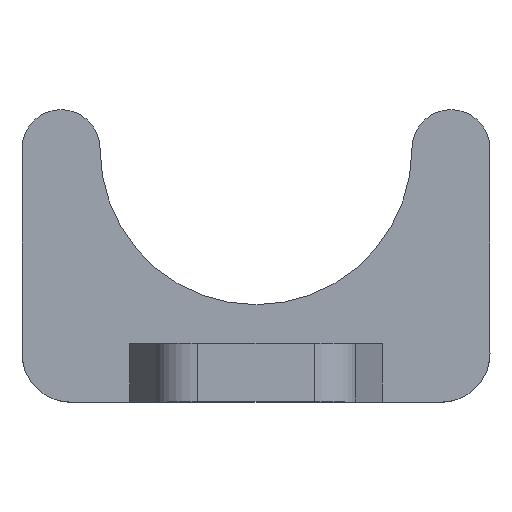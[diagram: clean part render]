
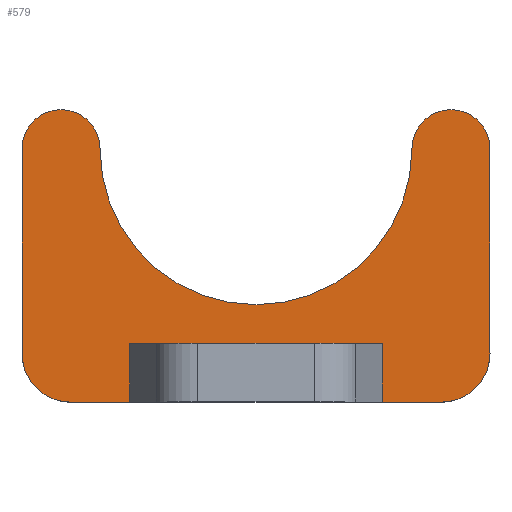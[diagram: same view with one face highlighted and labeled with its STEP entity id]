
A CAD part, top view. The second image highlights one B-rep face of the part: STEP entity #579.
In plain terms, the highlighted planar face has unit normal (0, 0, 1).
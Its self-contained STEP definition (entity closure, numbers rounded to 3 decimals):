
#166 = VERTEX_POINT('',#167);
#167 = CARTESIAN_POINT('',(-24.,0.,11.));
#173 = EDGE_CURVE('',#166,#174,#176,.T.);
#174 = VERTEX_POINT('',#175);
#175 = CARTESIAN_POINT('',(-24.,-21.,11.));
#176 = LINE('',#177,#178);
#177 = CARTESIAN_POINT('',(-24.,0.,11.));
#178 = VECTOR('',#179,1.);
#179 = DIRECTION('',(0.,-1.,0.));
#197 = VERTEX_POINT('',#198);
#198 = CARTESIAN_POINT('',(-19.,-26.,11.));
#204 = EDGE_CURVE('',#174,#197,#205,.T.);
#205 = CIRCLE('',#206,5.);
#206 = AXIS2_PLACEMENT_3D('',#207,#208,#209);
#207 = CARTESIAN_POINT('',(-19.,-21.,11.));
#208 = DIRECTION('',(-0.,0.,1.));
#209 = DIRECTION('',(0.,-1.,0.));
#221 = VERTEX_POINT('',#222);
#222 = CARTESIAN_POINT('',(-16.,0.,11.));
#228 = EDGE_CURVE('',#221,#166,#229,.T.);
#229 = CIRCLE('',#230,4.);
#230 = AXIS2_PLACEMENT_3D('',#231,#232,#233);
#231 = CARTESIAN_POINT('',(-20.,0.,11.));
#232 = DIRECTION('',(0.,0.,1.));
#233 = DIRECTION('',(1.,0.,0.));
#247 = VERTEX_POINT('',#248);
#248 = CARTESIAN_POINT('',(19.,-26.,11.));
#254 = EDGE_CURVE('',#255,#247,#257,.T.);
#255 = VERTEX_POINT('',#256);
#256 = CARTESIAN_POINT('',(12.973,-26.,
    11.));
#257 = LINE('',#258,#259);
#258 = CARTESIAN_POINT('',(-24.,-26.,11.));
#259 = VECTOR('',#260,1.);
#260 = DIRECTION('',(1.,0.,0.));
#297 = VERTEX_POINT('',#298);
#298 = CARTESIAN_POINT('',(-12.973,-26.,11.));
#304 = EDGE_CURVE('',#197,#297,#305,.T.);
#305 = LINE('',#306,#307);
#306 = CARTESIAN_POINT('',(-24.,-26.,11.));
#307 = VECTOR('',#308,1.);
#308 = DIRECTION('',(1.,0.,0.));
#342 = EDGE_CURVE('',#221,#343,#345,.T.);
#343 = VERTEX_POINT('',#344);
#344 = CARTESIAN_POINT('',(16.,0.,11.));
#345 = CIRCLE('',#346,16.);
#346 = AXIS2_PLACEMENT_3D('',#347,#348,#349);
#347 = CARTESIAN_POINT('',(0.,0.,11.)
  );
#348 = DIRECTION('',(0.,0.,1.));
#349 = DIRECTION('',(1.,0.,0.));
#368 = EDGE_CURVE('',#369,#247,#371,.T.);
#369 = VERTEX_POINT('',#370);
#370 = CARTESIAN_POINT('',(24.,-21.,11.));
#371 = CIRCLE('',#372,5.);
#372 = AXIS2_PLACEMENT_3D('',#373,#374,#375);
#373 = CARTESIAN_POINT('',(19.,-21.,11.));
#374 = DIRECTION('',(-0.,-0.,-1.));
#375 = DIRECTION('',(0.,-1.,0.));
#392 = VERTEX_POINT('',#393);
#393 = CARTESIAN_POINT('',(24.,0.,11.));
#399 = EDGE_CURVE('',#392,#343,#400,.T.);
#400 = CIRCLE('',#401,4.);
#401 = AXIS2_PLACEMENT_3D('',#402,#403,#404);
#402 = CARTESIAN_POINT('',(20.,0.,11.));
#403 = DIRECTION('',(0.,0.,1.));
#404 = DIRECTION('',(1.,0.,0.));
#418 = EDGE_CURVE('',#369,#392,#419,.T.);
#419 = LINE('',#420,#421);
#420 = CARTESIAN_POINT('',(24.,-26.,11.));
#421 = VECTOR('',#422,1.);
#422 = DIRECTION('',(0.,1.,0.));
#579 = ADVANCED_FACE('',(#580),#613,.T.);
#580 = FACE_BOUND('',#581,.T.);
#581 = EDGE_LOOP('',(#582,#583,#584,#585,#586,#587,#588,#589,#597,#605,
    #611,#612));
#582 = ORIENTED_EDGE('',*,*,#418,.T.);
#583 = ORIENTED_EDGE('',*,*,#399,.T.);
#584 = ORIENTED_EDGE('',*,*,#342,.F.);
#585 = ORIENTED_EDGE('',*,*,#228,.T.);
#586 = ORIENTED_EDGE('',*,*,#173,.T.);
#587 = ORIENTED_EDGE('',*,*,#204,.T.);
#588 = ORIENTED_EDGE('',*,*,#304,.T.);
#589 = ORIENTED_EDGE('',*,*,#590,.T.);
#590 = EDGE_CURVE('',#297,#591,#593,.T.);
#591 = VERTEX_POINT('',#592);
#592 = CARTESIAN_POINT('',(-12.973,-20.,11.));
#593 = LINE('',#594,#595);
#594 = CARTESIAN_POINT('',(-12.973,-26.,11.));
#595 = VECTOR('',#596,1.);
#596 = DIRECTION('',(0.,1.,0.));
#597 = ORIENTED_EDGE('',*,*,#598,.F.);
#598 = EDGE_CURVE('',#599,#591,#601,.T.);
#599 = VERTEX_POINT('',#600);
#600 = CARTESIAN_POINT('',(12.973,-20.,
    11.));
#601 = LINE('',#602,#603);
#602 = CARTESIAN_POINT('',(12.973,-20.,
    11.));
#603 = VECTOR('',#604,1.);
#604 = DIRECTION('',(-1.,0.,0.));
#605 = ORIENTED_EDGE('',*,*,#606,.F.);
#606 = EDGE_CURVE('',#255,#599,#607,.T.);
#607 = LINE('',#608,#609);
#608 = CARTESIAN_POINT('',(12.973,-26.,
    11.));
#609 = VECTOR('',#610,1.);
#610 = DIRECTION('',(0.,1.,0.));
#611 = ORIENTED_EDGE('',*,*,#254,.T.);
#612 = ORIENTED_EDGE('',*,*,#368,.F.);
#613 = PLANE('',#614);
#614 = AXIS2_PLACEMENT_3D('',#615,#616,#617);
#615 = CARTESIAN_POINT('',(0.,-13.442,11.));
#616 = DIRECTION('',(0.,0.,1.));
#617 = DIRECTION('',(1.,0.,0.));
